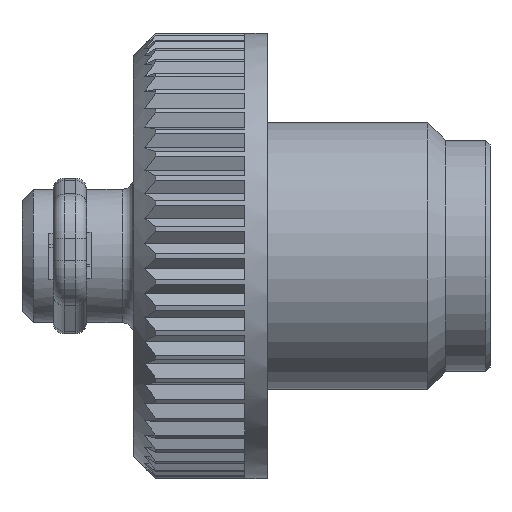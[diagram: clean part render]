
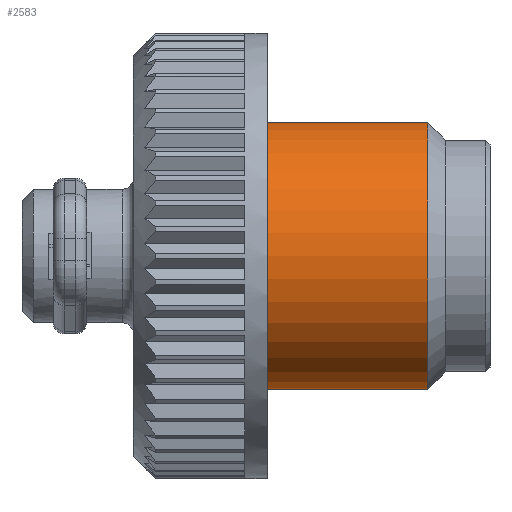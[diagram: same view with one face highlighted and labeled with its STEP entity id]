
A CAD part, top view. The second image highlights one B-rep face of the part: STEP entity #2583.
In plain terms, the highlighted cylindrical face has radius 6 mm (diameter 12 mm), a full revolution.
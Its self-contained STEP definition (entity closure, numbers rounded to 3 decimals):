
#2583=ADVANCED_FACE('',(#3335,#3336),#3148,.T.);
#3148=CYLINDRICAL_SURFACE('',#9413,6.);
#3335=FACE_BOUND('',#3377,.T.);
#3336=FACE_BOUND('',#3378,.T.);
#3377=EDGE_LOOP('',(#4178));
#3378=EDGE_LOOP('',(#4179));
#4178=ORIENTED_EDGE('',*,*,#7705,.T.);
#4179=ORIENTED_EDGE('',*,*,#7704,.F.);
#6890=VERTEX_POINT('',#13637);
#6891=VERTEX_POINT('',#13640);
#7704=EDGE_CURVE('',#6890,#6890,#8955,.T.);
#7705=EDGE_CURVE('',#6891,#6891,#8956,.T.);
#8955=CIRCLE('',#9410,6.);
#8956=CIRCLE('',#9412,6.);
#9410=AXIS2_PLACEMENT_3D('',#13636,#10696,#10697);
#9412=AXIS2_PLACEMENT_3D('',#13639,#10700,#10701);
#9413=AXIS2_PLACEMENT_3D('',#13641,#10702,#10703);
#10696=DIRECTION('',(-1.,0.,0.));
#10697=DIRECTION('',(0.,0.,1.));
#10700=DIRECTION('',(-1.,0.,0.));
#10701=DIRECTION('',(0.,0.,1.));
#10702=DIRECTION('',(-1.,0.,0.));
#10703=DIRECTION('',(0.,0.,1.));
#13636=CARTESIAN_POINT('',(6.,0.,0.));
#13637=CARTESIAN_POINT('',(6.,0.,6.));
#13639=CARTESIAN_POINT('',(13.2,0.,0.));
#13640=CARTESIAN_POINT('',(13.2,0.,6.));
#13641=CARTESIAN_POINT('',(0.,0.,0.));
